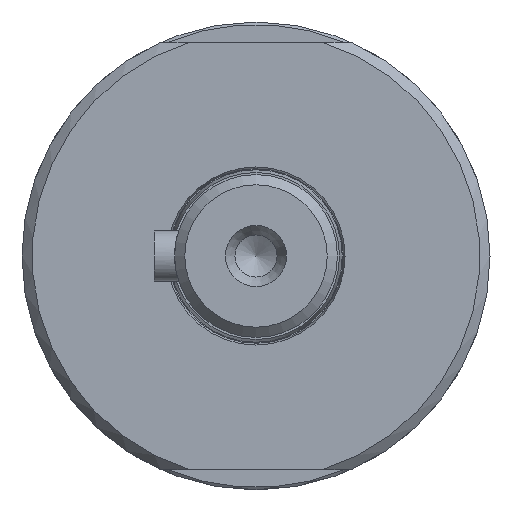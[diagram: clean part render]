
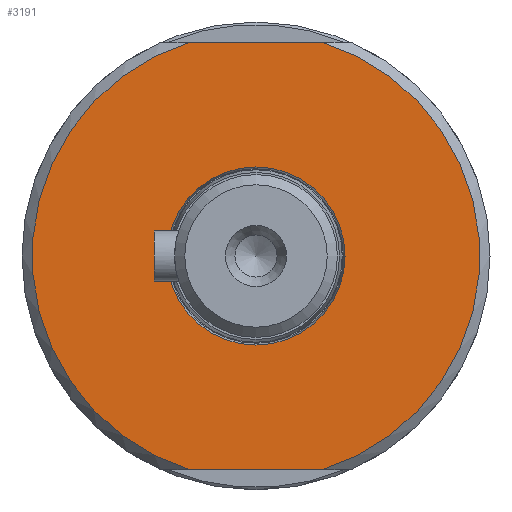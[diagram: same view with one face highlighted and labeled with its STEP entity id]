
A CAD part, left-side view. The second image highlights one B-rep face of the part: STEP entity #3191.
In plain terms, the highlighted planar face has unit normal (-1, 0, 0).
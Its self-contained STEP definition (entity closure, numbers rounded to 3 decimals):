
#103=FACE_BOUND('',#1067,.T.);
#197=PLANE('',#3486);
#432=LINE('',#5321,#683);
#433=LINE('',#5323,#684);
#683=VECTOR('',#4264,10.);
#684=VECTOR('',#4265,10.);
#882=FACE_OUTER_BOUND('',#1066,.T.);
#1066=EDGE_LOOP('',(#2713,#2714,#2715,#2716));
#1067=EDGE_LOOP('',(#2717,#2718));
#1213=CIRCLE('',#3480,8.75);
#1214=CIRCLE('',#3481,8.75);
#1217=CIRCLE('',#3485,22.);
#1218=CIRCLE('',#3487,22.);
#1498=VERTEX_POINT('',#5300);
#1499=VERTEX_POINT('',#5302);
#1500=VERTEX_POINT('',#5307);
#1503=VERTEX_POINT('',#5314);
#1504=VERTEX_POINT('',#5320);
#1505=VERTEX_POINT('',#5322);
#1913=EDGE_CURVE('',#1499,#1498,#1213,.T.);
#1914=EDGE_CURVE('',#1498,#1499,#1214,.T.);
#1919=EDGE_CURVE('',#1503,#1500,#1217,.T.);
#1920=EDGE_CURVE('',#1504,#1500,#432,.T.);
#1921=EDGE_CURVE('',#1503,#1505,#433,.T.);
#1922=EDGE_CURVE('',#1504,#1505,#1218,.T.);
#2713=ORIENTED_EDGE('',*,*,#1920,.T.);
#2714=ORIENTED_EDGE('',*,*,#1919,.F.);
#2715=ORIENTED_EDGE('',*,*,#1921,.T.);
#2716=ORIENTED_EDGE('',*,*,#1922,.F.);
#2717=ORIENTED_EDGE('',*,*,#1913,.T.);
#2718=ORIENTED_EDGE('',*,*,#1914,.T.);
#3191=ADVANCED_FACE('',(#882,#103),#197,.T.);
#3480=AXIS2_PLACEMENT_3D('',#5303,#4250,#4251);
#3481=AXIS2_PLACEMENT_3D('',#5304,#4252,#4253);
#3485=AXIS2_PLACEMENT_3D('',#5318,#4260,#4261);
#3486=AXIS2_PLACEMENT_3D('',#5319,#4262,#4263);
#3487=AXIS2_PLACEMENT_3D('',#5324,#4266,#4267);
#4250=DIRECTION('center_axis',(1.,0.,0.));
#4251=DIRECTION('ref_axis',(0.,-1.,0.));
#4252=DIRECTION('center_axis',(1.,0.,0.));
#4253=DIRECTION('ref_axis',(0.,-1.,0.));
#4260=DIRECTION('center_axis',(1.,0.,0.));
#4261=DIRECTION('ref_axis',(0.,-1.,0.));
#4262=DIRECTION('center_axis',(-1.,0.,0.));
#4263=DIRECTION('ref_axis',(0.,0.,-1.));
#4264=DIRECTION('',(0.,1.,0.));
#4265=DIRECTION('',(0.,-1.,0.));
#4266=DIRECTION('center_axis',(1.,0.,0.));
#4267=DIRECTION('ref_axis',(0.,-1.,0.));
#5300=CARTESIAN_POINT('',(-134.5,8.75,0.));
#5302=CARTESIAN_POINT('',(-134.5,-8.75,0.));
#5303=CARTESIAN_POINT('Origin',(-134.5,0.,0.));
#5304=CARTESIAN_POINT('Origin',(-134.5,0.,0.));
#5307=CARTESIAN_POINT('',(-134.5,6.557,21.));
#5314=CARTESIAN_POINT('',(-134.5,6.557,-21.));
#5318=CARTESIAN_POINT('Origin',(-134.5,0.,0.));
#5319=CARTESIAN_POINT('Origin',(-134.5,-15.375,0.));
#5320=CARTESIAN_POINT('',(-134.5,-6.557,21.));
#5321=CARTESIAN_POINT('',(-134.5,0.91,21.));
#5322=CARTESIAN_POINT('',(-134.5,-6.557,-21.));
#5323=CARTESIAN_POINT('',(-134.5,-15.688,-21.));
#5324=CARTESIAN_POINT('Origin',(-134.5,0.,0.));
